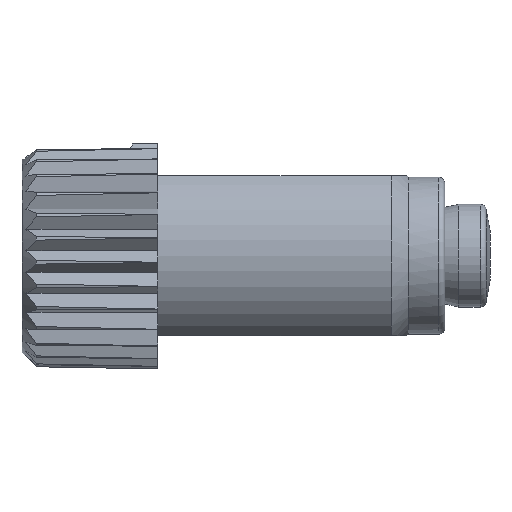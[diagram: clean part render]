
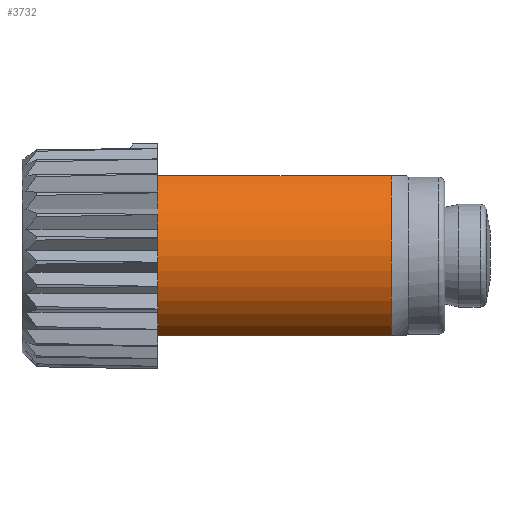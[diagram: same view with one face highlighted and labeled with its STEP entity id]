
A CAD part, left-side view. The second image highlights one B-rep face of the part: STEP entity #3732.
In plain terms, the highlighted cylindrical face has radius 3.175 mm (diameter 6.35 mm), a partial arc.
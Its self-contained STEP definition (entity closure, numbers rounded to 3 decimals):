
#30=CYLINDRICAL_SURFACE('',#3951,3.175);
#147=LINE('',#5904,#292);
#148=LINE('',#5908,#293);
#292=VECTOR('',#4392,1000.);
#293=VECTOR('',#4395,1000.);
#490=CIRCLE('',#3950,3.175);
#491=CIRCLE('',#3952,3.175);
#930=ORIENTED_EDGE('',*,*,#1687,.F.);
#931=ORIENTED_EDGE('',*,*,#1688,.F.);
#932=ORIENTED_EDGE('',*,*,#1689,.F.);
#933=ORIENTED_EDGE('',*,*,#1628,.T.);
#1628=EDGE_CURVE('',#1995,#1994,#490,.T.);
#1687=EDGE_CURVE('',#2024,#1994,#147,.F.);
#1688=EDGE_CURVE('',#2025,#2024,#491,.T.);
#1689=EDGE_CURVE('',#1995,#2025,#148,.T.);
#1994=VERTEX_POINT('',#5814);
#1995=VERTEX_POINT('',#5816);
#2024=VERTEX_POINT('',#5905);
#2025=VERTEX_POINT('',#5907);
#2300=EDGE_LOOP('',(#930,#931,#932,#933));
#2466=FACE_BOUND('',#2300,.T.);
#3732=ADVANCED_FACE('',(#2466),#30,.T.);
#3950=AXIS2_PLACEMENT_3D('',#5815,#4330,#4331);
#3951=AXIS2_PLACEMENT_3D('',#5903,#4390,#4391);
#3952=AXIS2_PLACEMENT_3D('',#5906,#4393,#4394);
#4330=DIRECTION('',(0.,-1.,0.));
#4331=DIRECTION('',(0.,0.,-1.));
#4390=DIRECTION('',(0.,-1.,0.));
#4391=DIRECTION('',(0.,0.,-1.));
#4392=DIRECTION('',(0.,-1.,0.));
#4393=DIRECTION('',(0.,-1.,0.));
#4394=DIRECTION('',(0.,0.,-1.));
#4395=DIRECTION('',(0.,-1.,0.));
#5814=CARTESIAN_POINT('',(-1.749,11.,-2.65));
#5815=CARTESIAN_POINT('',(0.,11.,0.));
#5816=CARTESIAN_POINT('',(-1.749,11.,2.65));
#5903=CARTESIAN_POINT('',(0.,0.,0.));
#5904=CARTESIAN_POINT('',(-1.749,0.,-2.65));
#5905=CARTESIAN_POINT('',(-1.749,3.275,-2.65));
#5906=CARTESIAN_POINT('',(0.,3.275,0.));
#5907=CARTESIAN_POINT('',(-1.749,3.275,2.65));
#5908=CARTESIAN_POINT('',(-1.749,0.,2.65));
